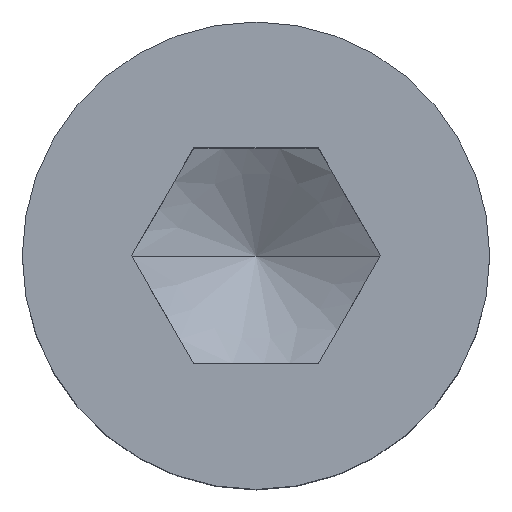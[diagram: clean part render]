
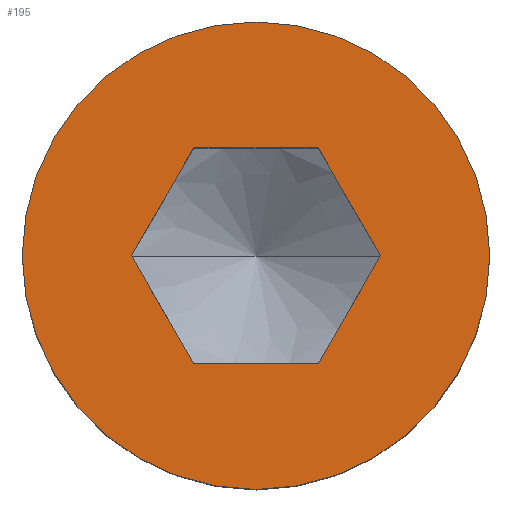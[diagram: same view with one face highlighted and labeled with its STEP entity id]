
A CAD part, top view. The second image highlights one B-rep face of the part: STEP entity #195.
In plain terms, the highlighted planar face has unit normal (0, 0, 1).
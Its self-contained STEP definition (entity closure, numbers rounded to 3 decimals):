
#145=EDGE_CURVE('',#181,#257,#358,.T.);
#151=VERTEX_POINT('',#364);
#181=VERTEX_POINT('',#398);
#189=EDGE_CURVE('',#305,#225,#406,.T.);
#195=ADVANCED_FACE('',(#412,#413),#414,.T.);
#199=VERTEX_POINT('',#419);
#215=EDGE_CURVE('',#225,#267,#435,.T.);
#225=VERTEX_POINT('',#447);
#237=EDGE_CURVE('',#257,#181,#460,.T.);
#257=VERTEX_POINT('',#481);
#261=EDGE_CURVE('',#267,#289,#485,.T.);
#267=VERTEX_POINT('',#492);
#289=VERTEX_POINT('',#519);
#297=EDGE_CURVE('',#289,#199,#528,.T.);
#299=EDGE_CURVE('',#151,#305,#530,.T.);
#305=VERTEX_POINT('',#537);
#313=EDGE_CURVE('',#199,#151,#546,.T.);
#358=CIRCLE('',#597,6.5);
#364=CARTESIAN_POINT('',(-1.732,-3.0,8.));
#398=CARTESIAN_POINT('',(6.5,0.,8.));
#406=LINE('',#671,#672);
#412=FACE_BOUND('',#681,.T.);
#413=FACE_OUTER_BOUND('',#682,.T.);
#414=PLANE('',#683);
#419=CARTESIAN_POINT('',(1.732,-3.0,8.));
#435=LINE('',#719,#720);
#447=CARTESIAN_POINT('',(-1.732,3.0,8.));
#460=CIRCLE('',#770,6.5);
#481=CARTESIAN_POINT('',(-6.5,0.,8.));
#485=LINE('',#801,#802);
#492=CARTESIAN_POINT('',(1.732,3.0,8.));
#519=CARTESIAN_POINT('',(3.464,0.0,8.));
#528=LINE('',#862,#863);
#530=LINE('',#866,#867);
#537=CARTESIAN_POINT('',(-3.464,0.0,8.));
#546=LINE('',#888,#889);
#597=AXIS2_PLACEMENT_3D('',#923,#924,#925);
#671=CARTESIAN_POINT('',(-2.165,2.25,8.));
#672=VECTOR('',#978,1.0);
#681=EDGE_LOOP('',(#984,#985,#986,#987,#988,#989));
#682=EDGE_LOOP('',(#990,#991));
#683=AXIS2_PLACEMENT_3D('',#992,#993,#994);
#719=CARTESIAN_POINT('',(0.866,3.0,8.));
#720=VECTOR('',#1009,1.0);
#770=AXIS2_PLACEMENT_3D('',#1036,#1037,#1038);
#801=CARTESIAN_POINT('',(3.031,0.75,8.));
#802=VECTOR('',#1057,1.0);
#862=CARTESIAN_POINT('',(2.165,-2.25,8.));
#863=VECTOR('',#1114,1.0);
#866=CARTESIAN_POINT('',(-3.031,-0.75,8.));
#867=VECTOR('',#1115,1.0);
#888=CARTESIAN_POINT('',(-0.866,-3.0,8.));
#889=VECTOR('',#1133,1.0);
#923=CARTESIAN_POINT('',(0.,0.,8.));
#924=DIRECTION('',(0.0,0.0,1.0));
#925=DIRECTION('',(-1.0,0.,0.0));
#978=DIRECTION('',(0.5,0.866,0.0));
#984=ORIENTED_EDGE('',*,*,#299,.T.);
#985=ORIENTED_EDGE('',*,*,#189,.T.);
#986=ORIENTED_EDGE('',*,*,#215,.T.);
#987=ORIENTED_EDGE('',*,*,#261,.T.);
#988=ORIENTED_EDGE('',*,*,#297,.T.);
#989=ORIENTED_EDGE('',*,*,#313,.T.);
#990=ORIENTED_EDGE('',*,*,#237,.T.);
#991=ORIENTED_EDGE('',*,*,#145,.T.);
#992=CARTESIAN_POINT('',(-4.983,0.,8.));
#993=DIRECTION('',(0.0,0.0,1.0));
#994=DIRECTION('',(-1.0,0.,0.0));
#1009=DIRECTION('',(1.0,0.0,0.0));
#1036=CARTESIAN_POINT('',(0.,0.,8.));
#1037=DIRECTION('',(0.0,0.0,1.0));
#1038=DIRECTION('',(-1.0,0.,0.0));
#1057=DIRECTION('',(0.5,-0.866,0.0));
#1114=DIRECTION('',(-0.5,-0.866,0.0));
#1115=DIRECTION('',(-0.5,0.866,0.0));
#1133=DIRECTION('',(-1.0,0.0,0.0));
